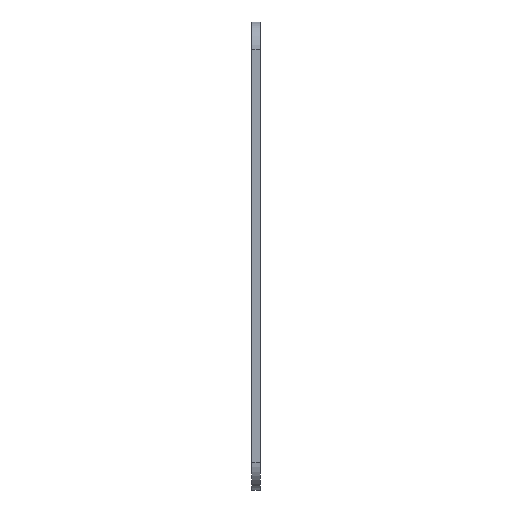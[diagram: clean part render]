
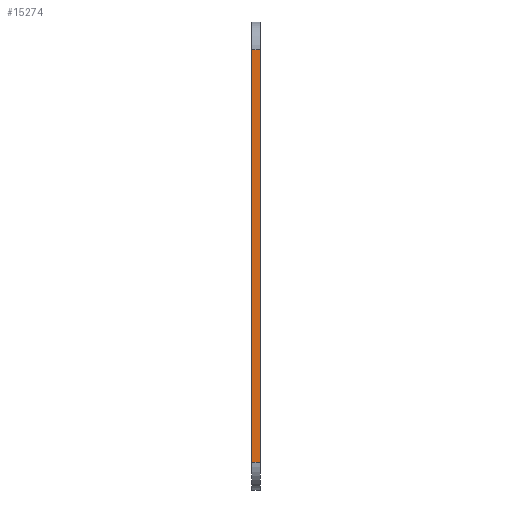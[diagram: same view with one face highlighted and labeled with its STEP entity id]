
A CAD part, left-side view. The second image highlights one B-rep face of the part: STEP entity #15274.
In plain terms, the highlighted planar face has unit normal (-1, 0, 0).
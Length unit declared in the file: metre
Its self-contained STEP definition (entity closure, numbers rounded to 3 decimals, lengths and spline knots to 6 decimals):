
#2079=ORIENTED_EDGE('',*,*,#6147,.F.);
#2080=ORIENTED_EDGE('',*,*,#6387,.T.);
#2081=ORIENTED_EDGE('',*,*,#5623,.T.);
#2082=ORIENTED_EDGE('',*,*,#6388,.T.);
#5623=EDGE_CURVE('',#7824,#7825,#9176,.T.);
#6147=EDGE_CURVE('',#8348,#8349,#9584,.T.);
#6387=EDGE_CURVE('',#8348,#7824,#9801,.T.);
#6388=EDGE_CURVE('',#7825,#8349,#9802,.F.);
#7824=VERTEX_POINT('',#26671);
#7825=VERTEX_POINT('',#26672);
#8348=VERTEX_POINT('',#27739);
#8349=VERTEX_POINT('',#27741);
#9176=LINE('',#26670,#10799);
#9584=LINE('',#27740,#11207);
#9801=LINE('',#28215,#11424);
#9802=LINE('',#28216,#11425);
#10799=VECTOR('',#22243,1.);
#11207=VECTOR('',#22865,1.);
#11424=VECTOR('',#23196,1.);
#11425=VECTOR('',#23197,1.);
#12378=EDGE_LOOP('',(#2079,#2080,#2081,#2082));
#13287=FACE_BOUND('',#12378,.T.);
#14035=PLANE('',#20813);
#15274=ADVANCED_FACE('',(#13287),#14035,.F.);
#20813=AXIS2_PLACEMENT_3D('',#28214,#23194,#23195);
#22243=DIRECTION('',(0.,0.,-1.));
#22865=DIRECTION('',(0.,0.,-1.));
#23194=DIRECTION('',(1.,0.,0.));
#23195=DIRECTION('',(0.,0.,-1.));
#23196=DIRECTION('',(0.,1.,0.));
#23197=DIRECTION('',(0.,1.,0.));
#26670=CARTESIAN_POINT('',(-0.031916,0.,0.009162));
#26671=CARTESIAN_POINT('',(-0.031916,0.,0.046309));
#26672=CARTESIAN_POINT('',(-0.031916,0.,-0.027985));
#27739=CARTESIAN_POINT('',(-0.031916,-0.0015,0.046309));
#27740=CARTESIAN_POINT('',(-0.031916,-0.0015,0.009162));
#27741=CARTESIAN_POINT('',(-0.031916,-0.0015,-0.027985));
#28214=CARTESIAN_POINT('',(-0.031916,-0.0015,0.009162));
#28215=CARTESIAN_POINT('',(-0.031916,0.,0.046309));
#28216=CARTESIAN_POINT('',(-0.031916,-0.0015,-0.027985));
